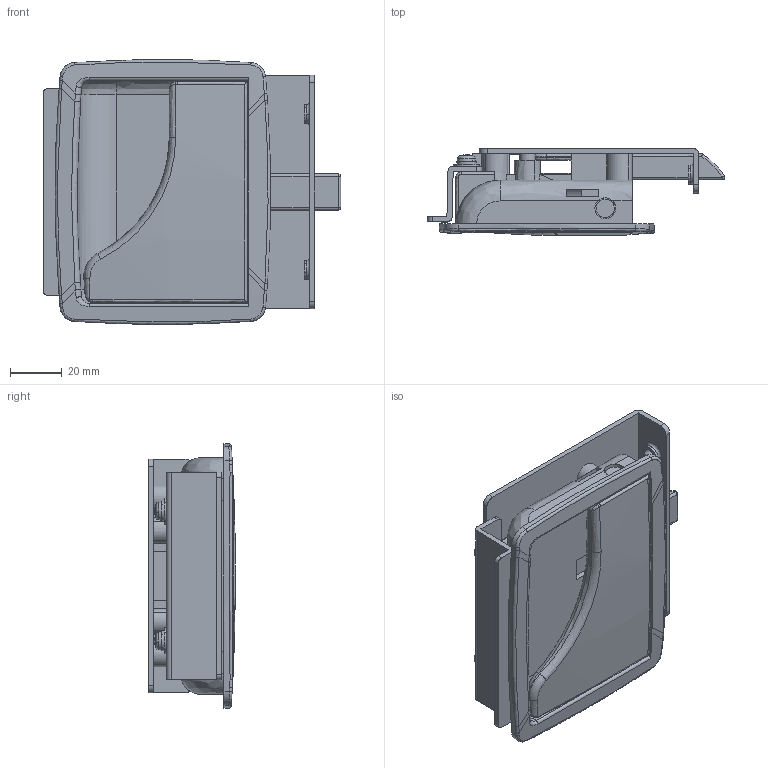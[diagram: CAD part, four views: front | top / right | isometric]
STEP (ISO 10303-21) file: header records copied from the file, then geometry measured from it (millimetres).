
FILE_DESCRIPTION((''),'2;1');
FILE_NAME('','2006-02-22T15:28:57',(''),(''),'','CADfix','');
FILE_SCHEMA(('AUTOMOTIVE_DESIGN'));
Length unit declared in the file: millimetre
Products named in the file (7): screw_mr; bracket_B_mr; handle_mr; latch_mr; bracket_A_mr; base_mr; THA_282_4_13022_36
Assembly tree (7 placements, depth 2):
  THA_282_4_13022_36
    screw_mr  x2
    bracket_B_mr
    handle_mr
    latch_mr
    bracket_A_mr
    base_mr
Bounding box: 114.5 x 33.42 x 101.97 mm (x, y, z)
Volume: 91230.1 mm3; surface area: 71162.9 mm2
Topology: 7 solids, 7 shells, 534 faces, 1763 edges, 1260 vertices
Faces by surface type: bspline 534
Entity records: 23302 total; most frequent: CARTESIAN_POINT 13562, ORIENTED_EDGE 3270, EDGE_CURVE 1635, VERTEX_POINT 1166, QUASI_UNIFORM_CURVE 814, B_SPLINE_CURVE_WITH_KNOTS 802, EDGE_LOOP 549, FACE_OUTER_BOUND 497
